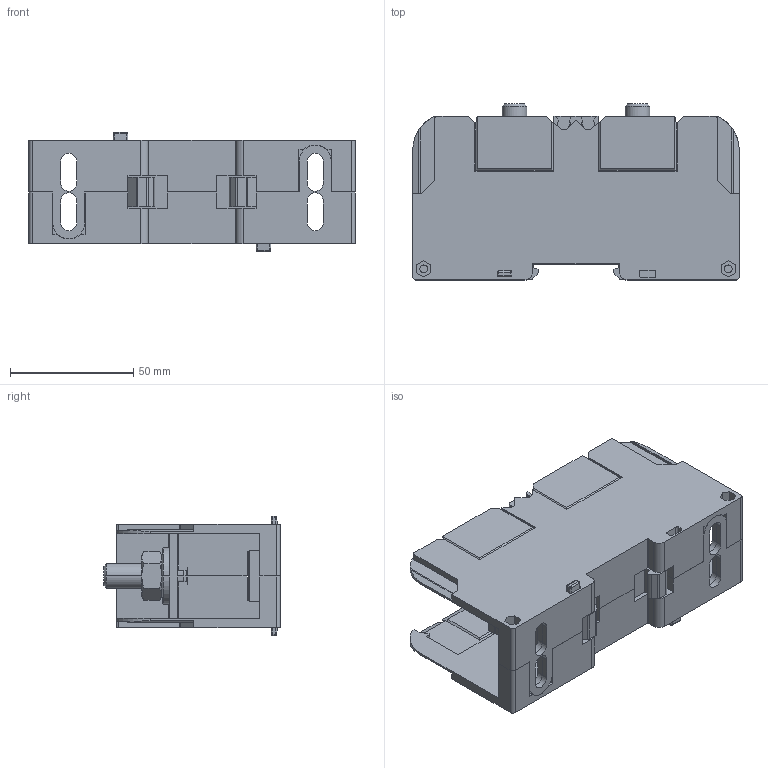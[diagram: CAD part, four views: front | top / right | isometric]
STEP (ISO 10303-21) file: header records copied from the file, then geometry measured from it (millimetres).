
FILE_DESCRIPTION(/* description */ (''),/* implementation_level */ '2;1');
FILE_NAME(/* name */ '17023_HSKG_120_M10_B_B.stp',/* time_stamp */ '2021-12-18T10:45:53+01:00',/* author */ (''),/* organization */ (''),/* preprocessor_version */ 'ST-DEVELOPER v16.7',/* originating_system */ 'SIEMENS PLM Software NX 12.0',/* authorisation */ '');
FILE_SCHEMA (('AUTOMOTIVE_DESIGN { 1 0 10303 214 3 1 1 1 }'));
Length unit declared in the file: millimetre
Products named in the file (1): 17023_HSKG_120_M10_B_B
Bounding box: 132.5 x 71.5 x 48.4 mm (x, y, z)
Volume: 182756.5 mm3; surface area: 75415.9 mm2
Topology: 11 solids, 11 shells, 1084 faces, 3052 edges, 2008 vertices
Faces by surface type: plane 656, cylinder 312, cone 92, sphere 16, extrusion 8
Entity records: 38940 total; most frequent: CARTESIAN_POINT 7741, ORIENTED_EDGE 6104, DIRECTION 5750, EDGE_CURVE 3052, VECTOR 2100, LINE 2092, VERTEX_POINT 2008, AXIS2_PLACEMENT_3D 1825
